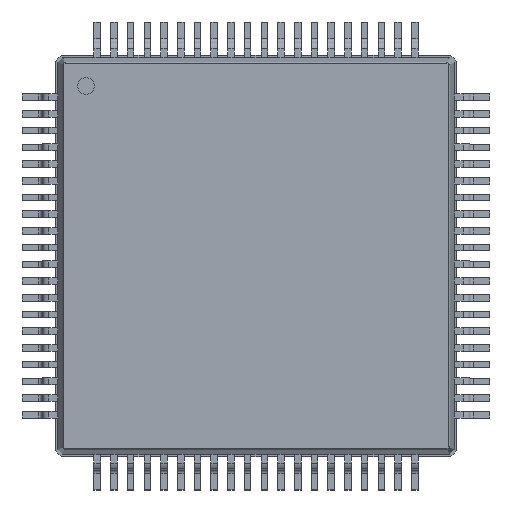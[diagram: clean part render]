
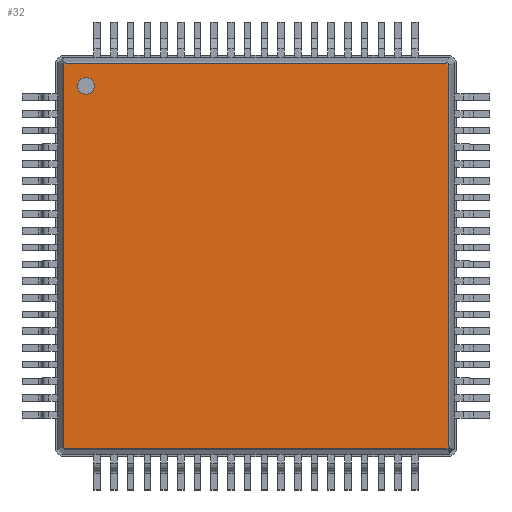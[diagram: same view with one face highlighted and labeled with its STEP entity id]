
A CAD part, top view. The second image highlights one B-rep face of the part: STEP entity #32.
In plain terms, the highlighted planar face has unit normal (0, 0, 1).
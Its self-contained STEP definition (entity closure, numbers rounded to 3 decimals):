
#13=DIRECTION('',(0.,0.,1.));
#21=EDGE_CURVE('',#22,#22,#24,.T.);
#22=VERTEX_POINT('',#23);
#23=CARTESIAN_POINT('',(-5.087,4.837,1.5));
#24=CIRCLE('',#25,0.25);
#25=AXIS2_PLACEMENT_3D('',#26,#27,#28);
#26=CARTESIAN_POINT('',(-5.087,5.087,1.5));
#27=DIRECTION('',(0.,-0.,-1.));
#28=DIRECTION('',(0.,-1.,0.));
#32=ADVANCED_FACE('',(#33,#115),#118,.T.);
#33=FACE_BOUND('',#34,.T.);
#34=EDGE_LOOP('',(#35,#47,#57,#67,#77,#87,#97,#107));
#35=ORIENTED_EDGE('',*,*,#36,.F.);
#36=EDGE_CURVE('',#37,#39,#41,.T.);
#37=VERTEX_POINT('',#38);
#38=CARTESIAN_POINT('',(-5.702,5.746,1.5));
#39=VERTEX_POINT('',#40);
#40=CARTESIAN_POINT('',(5.702,5.746,1.5));
#41=B_SPLINE_CURVE_WITH_KNOTS('',2,(#42,#43,#44,#45,#46),.UNSPECIFIED.,.F.,.F.,(3,1,1,3),(-0.6,-0.04,11.477,12.037),.UNSPECIFIED.);
#42=CARTESIAN_POINT('',(-6.319,5.746,1.5));
#43=CARTESIAN_POINT('',(-6.039,5.746,1.5));
#44=CARTESIAN_POINT('',(0.,5.746,1.5));
#45=CARTESIAN_POINT('',(6.039,5.746,1.5));
#46=CARTESIAN_POINT('',(6.319,5.746,1.5));
#47=ORIENTED_EDGE('',*,*,#48,.F.);
#48=EDGE_CURVE('',#49,#37,#51,.T.);
#49=VERTEX_POINT('',#50);
#50=CARTESIAN_POINT('',(-5.746,5.702,1.5));
#51=B_SPLINE_CURVE_WITH_KNOTS('',2,(#52,#53,#54,#55,#56),.UNSPECIFIED.,.F.,.F.,(3,1,1,3),(-0.253,-0.04,0.137,0.35),.UNSPECIFIED.);
#52=CARTESIAN_POINT('',(-5.937,5.511,1.5));
#53=CARTESIAN_POINT('',(-5.862,5.587,1.5));
#54=CARTESIAN_POINT('',(-5.724,5.724,1.5));
#55=CARTESIAN_POINT('',(-5.587,5.862,1.5));
#56=CARTESIAN_POINT('',(-5.511,5.937,1.5));
#57=ORIENTED_EDGE('',*,*,#58,.F.);
#58=EDGE_CURVE('',#59,#49,#61,.T.);
#59=VERTEX_POINT('',#60);
#60=CARTESIAN_POINT('',(-5.746,-5.702,1.5));
#61=B_SPLINE_CURVE_WITH_KNOTS('',2,(#62,#63,#64,#65,#66),.UNSPECIFIED.,.F.,.F.,(3,1,1,3),(-0.6,-0.04,11.477,12.037),.UNSPECIFIED.);
#62=CARTESIAN_POINT('',(-5.746,-6.319,1.5));
#63=CARTESIAN_POINT('',(-5.746,-6.039,1.5));
#64=CARTESIAN_POINT('',(-5.746,0.,1.5));
#65=CARTESIAN_POINT('',(-5.746,6.039,1.5));
#66=CARTESIAN_POINT('',(-5.746,6.319,1.5));
#67=ORIENTED_EDGE('',*,*,#68,.F.);
#68=EDGE_CURVE('',#69,#59,#71,.T.);
#69=VERTEX_POINT('',#70);
#70=CARTESIAN_POINT('',(-5.702,-5.746,1.5));
#71=B_SPLINE_CURVE_WITH_KNOTS('',2,(#72,#73,#74,#75,#76),.UNSPECIFIED.,.F.,.F.,(3,1,1,3),(-0.253,-0.04,0.137,0.35),.UNSPECIFIED.);
#72=CARTESIAN_POINT('',(-5.511,-5.937,1.5));
#73=CARTESIAN_POINT('',(-5.587,-5.862,1.5));
#74=CARTESIAN_POINT('',(-5.724,-5.724,1.5));
#75=CARTESIAN_POINT('',(-5.862,-5.587,1.5));
#76=CARTESIAN_POINT('',(-5.937,-5.511,1.5));
#77=ORIENTED_EDGE('',*,*,#78,.F.);
#78=EDGE_CURVE('',#79,#69,#81,.T.);
#79=VERTEX_POINT('',#80);
#80=CARTESIAN_POINT('',(5.702,-5.746,1.5));
#81=B_SPLINE_CURVE_WITH_KNOTS('',2,(#82,#83,#84,#85,#86),.UNSPECIFIED.,.F.,.F.,(3,1,1,3),(-0.6,-0.04,11.477,12.037),.UNSPECIFIED.);
#82=CARTESIAN_POINT('',(6.319,-5.746,1.5));
#83=CARTESIAN_POINT('',(6.039,-5.746,1.5));
#84=CARTESIAN_POINT('',(0.,-5.746,1.5));
#85=CARTESIAN_POINT('',(-6.039,-5.746,1.5));
#86=CARTESIAN_POINT('',(-6.319,-5.746,1.5));
#87=ORIENTED_EDGE('',*,*,#88,.F.);
#88=EDGE_CURVE('',#89,#79,#91,.T.);
#89=VERTEX_POINT('',#90);
#90=CARTESIAN_POINT('',(5.746,-5.702,1.5));
#91=B_SPLINE_CURVE_WITH_KNOTS('',2,(#92,#93,#94,#95,#96),.UNSPECIFIED.,.F.,.F.,(3,1,1,3),(-0.253,-0.04,0.137,0.35),.UNSPECIFIED.);
#92=CARTESIAN_POINT('',(5.937,-5.511,1.5));
#93=CARTESIAN_POINT('',(5.862,-5.587,1.5));
#94=CARTESIAN_POINT('',(5.724,-5.724,1.5));
#95=CARTESIAN_POINT('',(5.587,-5.862,1.5));
#96=CARTESIAN_POINT('',(5.511,-5.937,1.5));
#97=ORIENTED_EDGE('',*,*,#98,.F.);
#98=EDGE_CURVE('',#99,#89,#101,.T.);
#99=VERTEX_POINT('',#100);
#100=CARTESIAN_POINT('',(5.746,5.702,1.5));
#101=B_SPLINE_CURVE_WITH_KNOTS('',2,(#102,#103,#104,#105,#106),.UNSPECIFIED.,.F.,.F.,(3,1,1,3),(-0.6,-0.04,11.477,12.037),.UNSPECIFIED.);
#102=CARTESIAN_POINT('',(5.746,6.319,1.5));
#103=CARTESIAN_POINT('',(5.746,6.039,1.5));
#104=CARTESIAN_POINT('',(5.746,0.,1.5));
#105=CARTESIAN_POINT('',(5.746,-6.039,1.5));
#106=CARTESIAN_POINT('',(5.746,-6.319,1.5));
#107=ORIENTED_EDGE('',*,*,#108,.F.);
#108=EDGE_CURVE('',#39,#99,#109,.T.);
#109=B_SPLINE_CURVE_WITH_KNOTS('',2,(#110,#111,#112,#113,#114),.UNSPECIFIED.,.F.,.F.,(3,1,1,3),(-0.253,-0.04,0.137,0.35),.UNSPECIFIED.);
#110=CARTESIAN_POINT('',(5.511,5.937,1.5));
#111=CARTESIAN_POINT('',(5.587,5.862,1.5));
#112=CARTESIAN_POINT('',(5.724,5.724,1.5));
#113=CARTESIAN_POINT('',(5.862,5.587,1.5));
#114=CARTESIAN_POINT('',(5.937,5.511,1.5));
#115=FACE_BOUND('',#116,.T.);
#116=EDGE_LOOP('',(#117));
#117=ORIENTED_EDGE('',*,*,#21,.T.);
#118=PLANE('',#119);
#119=AXIS2_PLACEMENT_3D('',#120,#13,#121);
#120=CARTESIAN_POINT('',(-5.718,5.787,1.5));
#121=DIRECTION('',(0.703,-0.711,0.));
